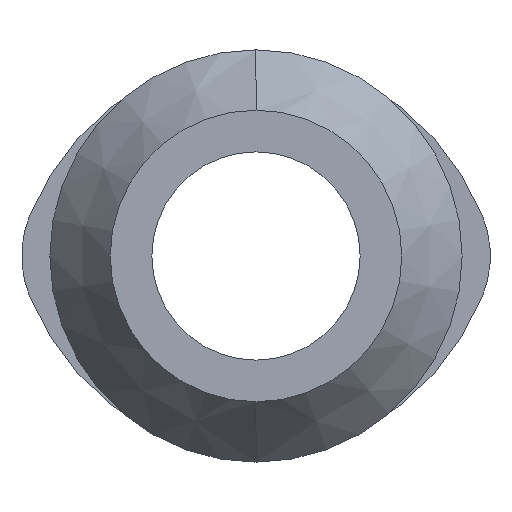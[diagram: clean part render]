
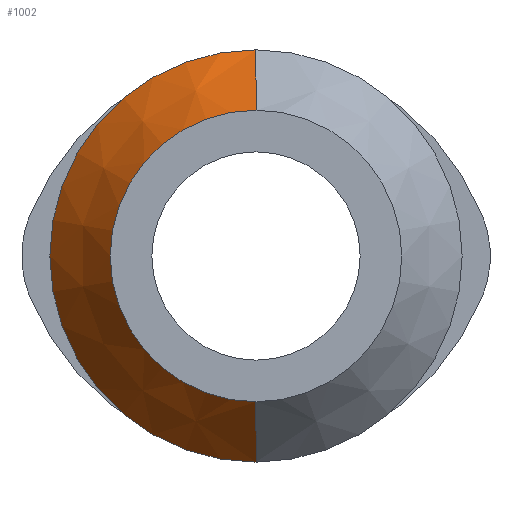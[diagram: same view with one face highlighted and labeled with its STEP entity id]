
A CAD part, left-side view. The second image highlights one B-rep face of the part: STEP entity #1002.
In plain terms, the highlighted conical face has half-angle 36.989 degrees and reference radius 9.9 mm.
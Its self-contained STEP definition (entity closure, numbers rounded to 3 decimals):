
#26 = FACE_OUTER_BOUND ( 'NONE', #46, .T. ) ;
#46 = EDGE_LOOP ( 'NONE', ( #473, #608, #297, #528 ) ) ;
#58 = CARTESIAN_POINT ( 'NONE',  ( 33.85, 0., 9.9 ) ) ;
#225 = VERTEX_POINT ( 'NONE', #273 ) ;
#273 = CARTESIAN_POINT ( 'NONE',  ( 33.85, 0., -9.9 ) ) ;
#278 = CARTESIAN_POINT ( 'NONE',  ( 30., 0., -7. ) ) ;
#287 = DIRECTION ( 'NONE',  ( 1., 0., 0. ) ) ;
#297 = ORIENTED_EDGE ( 'NONE', *, *, #775, .T. ) ;
#314 = CIRCLE ( 'NONE', #1113, 9.9 ) ;
#335 = CARTESIAN_POINT ( 'NONE',  ( 30., 0., 7. ) ) ;
#344 = EDGE_CURVE ( 'NONE', #505, #791, #680, .T. ) ;
#388 = CONICAL_SURFACE ( 'NONE', #697, 9.9, 0.646 ) ;
#393 = DIRECTION ( 'NONE',  ( 0.799, 0., -0.602 ) ) ;
#416 = EDGE_CURVE ( 'NONE', #505, #714, #565, .T. ) ;
#473 = ORIENTED_EDGE ( 'NONE', *, *, #344, .F. ) ;
#499 = CARTESIAN_POINT ( 'NONE',  ( 33.85, 0., 0. ) ) ;
#505 = VERTEX_POINT ( 'NONE', #335 ) ;
#528 = ORIENTED_EDGE ( 'NONE', *, *, #933, .F. ) ;
#565 = LINE ( 'NONE', #973, #1016 ) ;
#608 = ORIENTED_EDGE ( 'NONE', *, *, #416, .T. ) ;
#674 = CARTESIAN_POINT ( 'NONE',  ( 33.85, 0., 0. ) ) ;
#680 = CIRCLE ( 'NONE', #1248, 7. ) ;
#697 = AXIS2_PLACEMENT_3D ( 'NONE', #499, #287, #788 ) ;
#714 = VERTEX_POINT ( 'NONE', #58 ) ;
#775 = EDGE_CURVE ( 'NONE', #714, #225, #314, .T. ) ;
#788 = DIRECTION ( 'NONE',  ( 0., 0., -1. ) ) ;
#791 = VERTEX_POINT ( 'NONE', #278 ) ;
#837 = LINE ( 'NONE', #1242, #862 ) ;
#862 = VECTOR ( 'NONE', #393, 1000. ) ;
#871 = DIRECTION ( 'NONE',  ( 0.799, 0., 0.602 ) ) ;
#933 = EDGE_CURVE ( 'NONE', #791, #225, #837, .T. ) ;
#936 = DIRECTION ( 'NONE',  ( -1., 0., 0. ) ) ;
#973 = CARTESIAN_POINT ( 'NONE',  ( 33.85, 0., 9.9 ) ) ;
#1002 = ADVANCED_FACE ( 'NONE', ( #26 ), #388, .T. ) ;
#1016 = VECTOR ( 'NONE', #871, 1000. ) ;
#1061 = DIRECTION ( 'NONE',  ( 0., 0., 1. ) ) ;
#1113 = AXIS2_PLACEMENT_3D ( 'NONE', #674, #1153, #1061 ) ;
#1144 = CARTESIAN_POINT ( 'NONE',  ( 30., 0., 0. ) ) ;
#1153 = DIRECTION ( 'NONE',  ( -1., 0., 0. ) ) ;
#1220 = DIRECTION ( 'NONE',  ( 0., 0., 1. ) ) ;
#1242 = CARTESIAN_POINT ( 'NONE',  ( 33.85, 0., -9.9 ) ) ;
#1248 = AXIS2_PLACEMENT_3D ( 'NONE', #1144, #936, #1220 ) ;
